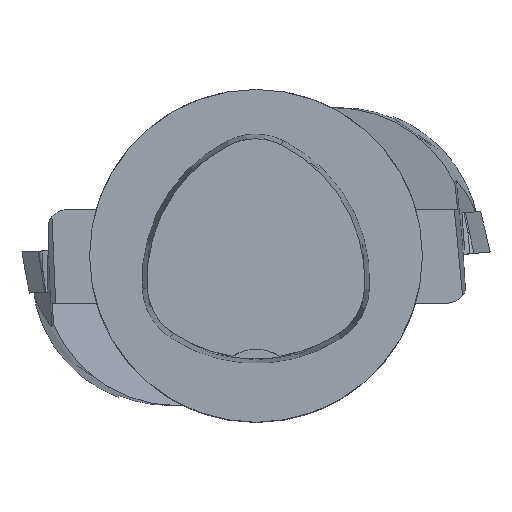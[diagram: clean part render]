
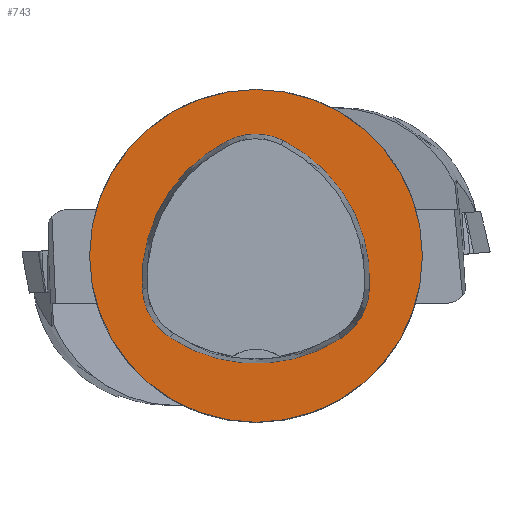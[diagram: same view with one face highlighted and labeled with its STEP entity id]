
A CAD part, top view. The second image highlights one B-rep face of the part: STEP entity #743.
In plain terms, the highlighted planar face has unit normal (0, 0, 1).
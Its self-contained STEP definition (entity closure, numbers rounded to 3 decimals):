
#328=FACE_BOUND('',#1276,.T.);
#329=FACE_BOUND('',#1277,.T.);
#543=CIRCLE('',#4104,16.);
#544=CIRCLE('',#4110,15.);
#546=CIRCLE('',#4113,6.);
#548=CIRCLE('',#4116,15.);
#550=CIRCLE('',#4119,6.);
#554=CIRCLE('',#4124,15.);
#556=CIRCLE('',#4127,6.);
#743=ADVANCED_FACE('',(#328,#329),#876,.T.);
#876=PLANE('',#4132);
#1276=EDGE_LOOP('',(#2264,#2265,#2266,#2267,#2268,#2269));
#1277=EDGE_LOOP('',(#2270));
#2264=ORIENTED_EDGE('',*,*,#3123,.T.);
#2265=ORIENTED_EDGE('',*,*,#3103,.T.);
#2266=ORIENTED_EDGE('',*,*,#3107,.T.);
#2267=ORIENTED_EDGE('',*,*,#3110,.T.);
#2268=ORIENTED_EDGE('',*,*,#3113,.T.);
#2269=ORIENTED_EDGE('',*,*,#3121,.T.);
#2270=ORIENTED_EDGE('',*,*,#3094,.F.);
#2618=VERTEX_POINT('',#6933);
#2627=VERTEX_POINT('',#6952);
#2628=VERTEX_POINT('',#6953);
#2631=VERTEX_POINT('',#6961);
#2633=VERTEX_POINT('',#6967);
#2635=VERTEX_POINT('',#6973);
#2642=VERTEX_POINT('',#6994);
#3094=EDGE_CURVE('',#2618,#2618,#543,.T.);
#3103=EDGE_CURVE('',#2627,#2628,#544,.T.);
#3107=EDGE_CURVE('',#2628,#2631,#546,.T.);
#3110=EDGE_CURVE('',#2631,#2633,#548,.T.);
#3113=EDGE_CURVE('',#2633,#2635,#550,.T.);
#3121=EDGE_CURVE('',#2635,#2642,#554,.T.);
#3123=EDGE_CURVE('',#2642,#2627,#556,.T.);
#4104=AXIS2_PLACEMENT_3D('',#6932,#4926,#4927);
#4110=AXIS2_PLACEMENT_3D('',#6951,#4942,#4943);
#4113=AXIS2_PLACEMENT_3D('',#6960,#4950,#4951);
#4116=AXIS2_PLACEMENT_3D('',#6966,#4957,#4958);
#4119=AXIS2_PLACEMENT_3D('',#6972,#4964,#4965);
#4124=AXIS2_PLACEMENT_3D('',#6995,#4976,#4977);
#4127=AXIS2_PLACEMENT_3D('',#6998,#4982,#4983);
#4132=AXIS2_PLACEMENT_3D('',#7003,#4992,#4993);
#4926=DIRECTION('',(0.,0.,-1.));
#4927=DIRECTION('',(-1.,0.,0.));
#4942=DIRECTION('',(0.,0.,-1.));
#4943=DIRECTION('',(-1.,0.,0.));
#4950=DIRECTION('',(0.,0.,-1.));
#4951=DIRECTION('',(-1.,0.,0.));
#4957=DIRECTION('',(0.,0.,-1.));
#4958=DIRECTION('',(-1.,0.,0.));
#4964=DIRECTION('',(0.,0.,-1.));
#4965=DIRECTION('',(-1.,0.,0.));
#4976=DIRECTION('',(0.,0.,-1.));
#4977=DIRECTION('',(-1.,0.,0.));
#4982=DIRECTION('',(0.,0.,-1.));
#4983=DIRECTION('',(-1.,0.,0.));
#4992=DIRECTION('',(0.,0.,1.));
#4993=DIRECTION('',(1.,0.,0.));
#6932=CARTESIAN_POINT('',(0.,0.,0.));
#6933=CARTESIAN_POINT('',(-16.,0.,0.));
#6951=CARTESIAN_POINT('',(4.048,-2.316,0.));
#6952=CARTESIAN_POINT('',(-10.926,-3.206,0.));
#6953=CARTESIAN_POINT('',(-2.774,11.043,0.));
#6960=CARTESIAN_POINT('',(-0.045,5.7,0.));
#6961=CARTESIAN_POINT('',(2.638,11.066,0.));
#6966=CARTESIAN_POINT('',(-4.07,-2.35,0.));
#6967=CARTESIAN_POINT('',(10.903,-3.249,0.));
#6972=CARTESIAN_POINT('',(4.914,-2.889,0.));
#6973=CARTESIAN_POINT('',(8.177,-7.924,0.));
#6994=CARTESIAN_POINT('',(-8.24,-7.859,0.));
#6995=CARTESIAN_POINT('',(0.019,4.663,0.));
#6998=CARTESIAN_POINT('',(-4.936,-2.85,0.));
#7003=CARTESIAN_POINT('',(0.,0.,0.));
